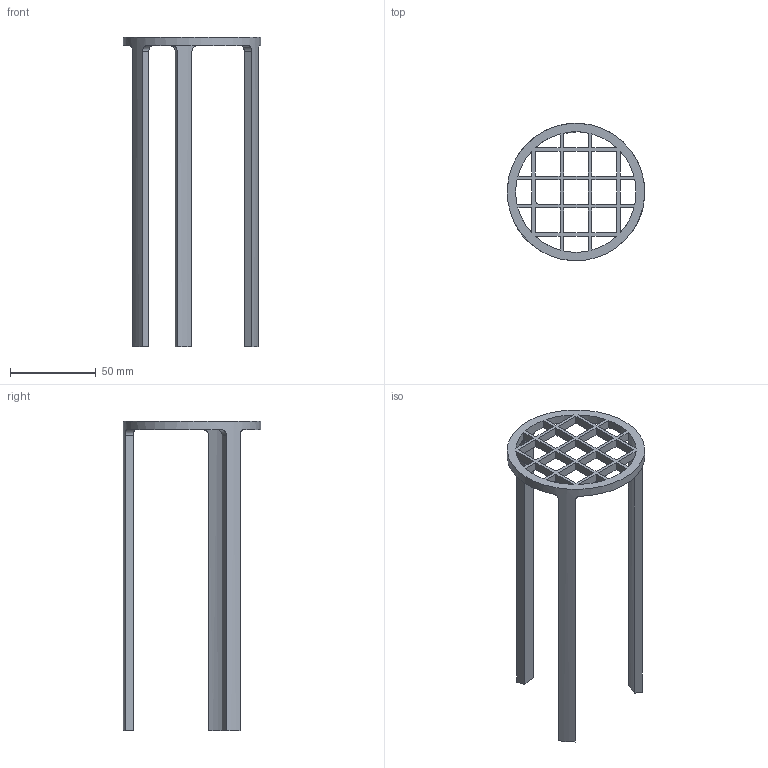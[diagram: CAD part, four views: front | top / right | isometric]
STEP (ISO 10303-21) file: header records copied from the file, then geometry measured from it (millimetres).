
FILE_DESCRIPTION(/* description */ (''),/* implementation_level */ '2;1');
FILE_NAME(/* name */ 'Tripod_6.stp',/* time_stamp */ '2021-07-15T11:46:41+02:00',/* author */ ('vakilim'),/* organization */ (''),/* preprocessor_version */ 'ST-DEVELOPER v17',/* originating_system */ 'Autodesk Inventor 2018',/* authorisation */ '');
FILE_SCHEMA (('AUTOMOTIVE_DESIGN { 1 0 10303 214 3 1 1 }'));
Length unit declared in the file: millimetre
Products named in the file (1): Tripod_6
Bounding box: 79.93 x 79.96 x 180 mm (x, y, z)
Volume: 34860.5 mm3; surface area: 25503.2 mm2
Topology: 1 solids, 1 shells, 92 faces, 289 edges, 193 vertices
Faces by surface type: plane 75, cylinder 17
Full cylindrical faces by diameter (mm): 80 x1
Entity records: 3485 total; most frequent: CARTESIAN_POINT 779, ORIENTED_EDGE 578, DIRECTION 504, EDGE_CURVE 289, LINE 236, VECTOR 236, VERTEX_POINT 193, AXIS2_PLACEMENT_3D 134
